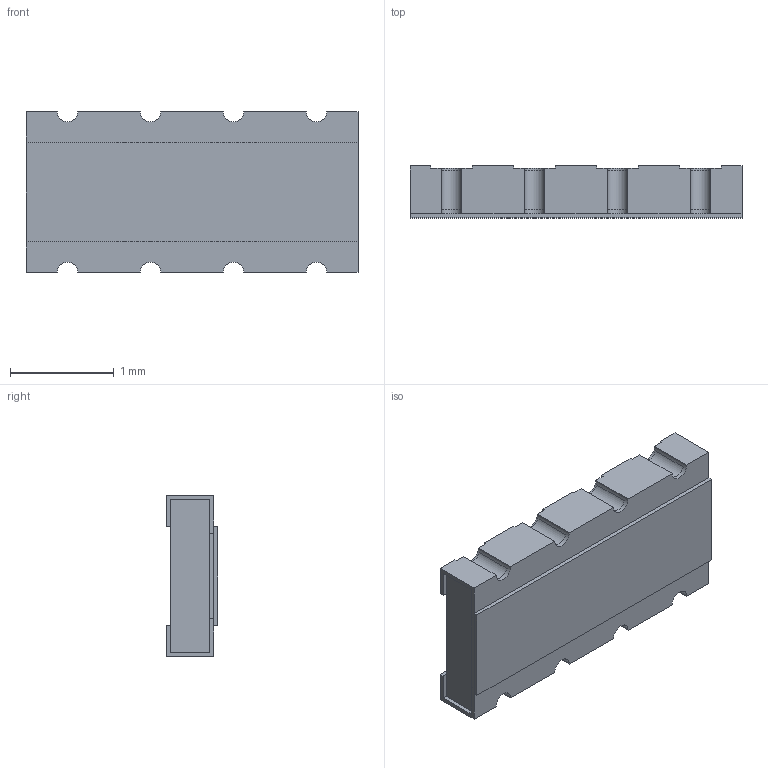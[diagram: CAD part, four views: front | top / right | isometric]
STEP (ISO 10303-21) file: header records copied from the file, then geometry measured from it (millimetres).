
FILE_DESCRIPTION (( 'STEP AP214' ), '1' );
FILE_NAME ('CAT16-103J4LF.STEP', '2022-05-16T12:52:40', ( '' ), ( '' ), 'SwSTEP 2.0', 'SolidWorks 2018', '' );
FILE_SCHEMA (( 'AUTOMOTIVE_DESIGN' ));
Length unit declared in the file: millimetre
Products named in the file (1): CAT16-103J4LF
Bounding box: 3.2 x 0.5 x 1.55 mm (x, y, z)
Volume: 2.2 mm3; surface area: 37.4 mm2
Topology: 5 solids, 5 shells, 118 faces, 360 edges, 240 vertices
Faces by surface type: plane 94, cylinder 24
Entity records: 5416 total; most frequent: ORIENTED_EDGE 720, CARTESIAN_POINT 719, DIRECTION 670, EDGE_CURVE 360, LINE 288, VECTOR 288, VERTEX_POINT 240, AXIS2_PLACEMENT_3D 191
